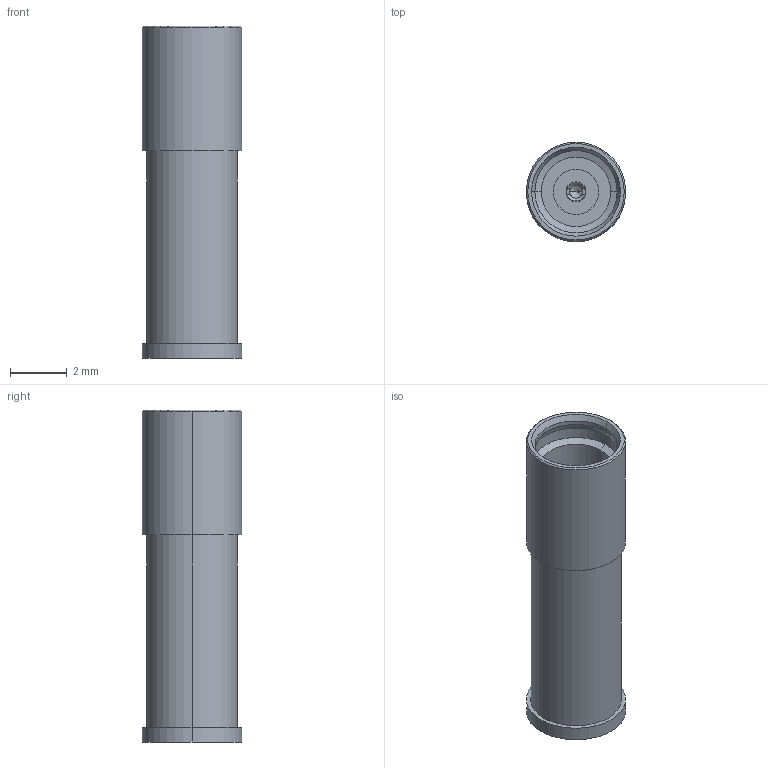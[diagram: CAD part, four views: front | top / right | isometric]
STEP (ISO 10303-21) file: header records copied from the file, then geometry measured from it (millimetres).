
FILE_DESCRIPTION (( 'STEP AP203' ), '1' );
FILE_NAME ('FMCN1850_3D.STEP', '2022-02-15T18:06:10', ( '' ), ( '' ), 'SwSTEP 2.0', 'SolidWorks 2021', '' );
FILE_SCHEMA (( 'CONFIG_CONTROL_DESIGN' ));
Length unit declared in the file: inch
Products named in the file (1): FMCN1850_3D
Bounding box: 3.5 x 3.5 x 11.7 mm (x, y, z)
Surface area: 234.5 mm2 (no closed solid volume)
Topology: 0 solids, 1 shells, 65 faces, 152 edges, 91 vertices
Faces by surface type: cylinder 27, cone 20, plane 18
Entity records: 2074 total; most frequent: CARTESIAN_POINT 492, DIRECTION 340, ORIENTED_EDGE 292, EDGE_CURVE 148, AXIS2_PLACEMENT_3D 138, VERTEX_POINT 91, EDGE_LOOP 74, CIRCLE 72
